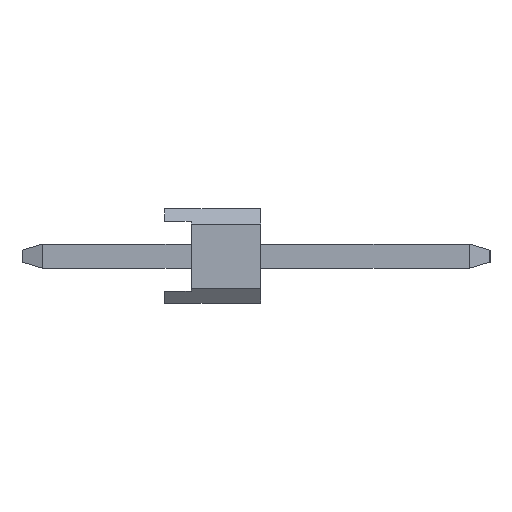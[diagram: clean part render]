
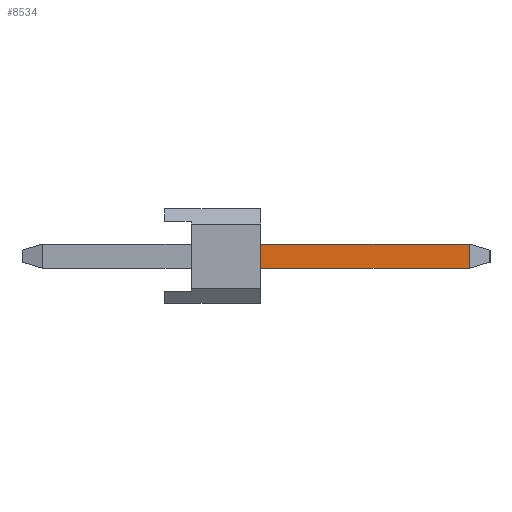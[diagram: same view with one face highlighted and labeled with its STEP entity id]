
A CAD part, left-side view. The second image highlights one B-rep face of the part: STEP entity #8534.
In plain terms, the highlighted planar face has unit normal (-1, 0, 0).
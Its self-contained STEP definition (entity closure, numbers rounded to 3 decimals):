
#5128=VERTEX_POINT('',#15297);
#5686=EDGE_CURVE('',#9242,#5128,#15912,.T.);
#8480=EDGE_CURVE('',#5128,#12334,#19031,.T.);
#8534=ADVANCED_FACE('',(#19088),#19089,.T.);
#9242=VERTEX_POINT('',#19868);
#9558=VERTEX_POINT('',#20213);
#9936=EDGE_CURVE('',#9558,#9242,#20617,.T.);
#12334=VERTEX_POINT('',#23243);
#12338=EDGE_CURVE('',#12334,#9558,#23247,.T.);
#15297=CARTESIAN_POINT('',(-40.96,-2.54,-0.32));
#15912=LINE('',#27404,#27405);
#19031=LINE('',#31905,#31906);
#19088=FACE_OUTER_BOUND('',#31997,.T.);
#19089=PLANE('',#31998);
#19868=CARTESIAN_POINT('',(-40.96,-8.074,-0.32));
#20213=CARTESIAN_POINT('',(-40.96,-8.074,0.32));
#20617=LINE('',#34233,#34234);
#23243=CARTESIAN_POINT('',(-40.96,-2.54,0.32));
#23247=LINE('',#38033,#38034);
#27404=CARTESIAN_POINT('',(-40.96,3.234,-0.32));
#27405=VECTOR('',#43352,1.0);
#31905=CARTESIAN_POINT('',(-40.96,-2.54,0.252));
#31906=VECTOR('',#46957,1.0);
#31997=EDGE_LOOP('',(#47002,#47003,#47004,#47005));
#31998=AXIS2_PLACEMENT_3D('',#47006,#47007,#47008);
#34233=CARTESIAN_POINT('',(-40.96,-8.074,0.5));
#34234=VECTOR('',#48404,1.0);
#38033=CARTESIAN_POINT('',(-40.96,-2.42,0.32));
#38034=VECTOR('',#50873,1.0);
#43352=DIRECTION('',(0.,1.0,0.));
#46957=DIRECTION('',(0.,0.,1.0));
#47002=ORIENTED_EDGE('',*,*,#8480,.F.);
#47003=ORIENTED_EDGE('',*,*,#5686,.F.);
#47004=ORIENTED_EDGE('',*,*,#9936,.F.);
#47005=ORIENTED_EDGE('',*,*,#12338,.F.);
#47006=CARTESIAN_POINT('',(-40.96,3.234,0.5));
#47007=DIRECTION('',(-1.0,0.,0.));
#47008=DIRECTION('',(0.,1.0,0.));
#48404=DIRECTION('',(0.0,0.,-1.0));
#50873=DIRECTION('',(0.,-1.0,0.));
